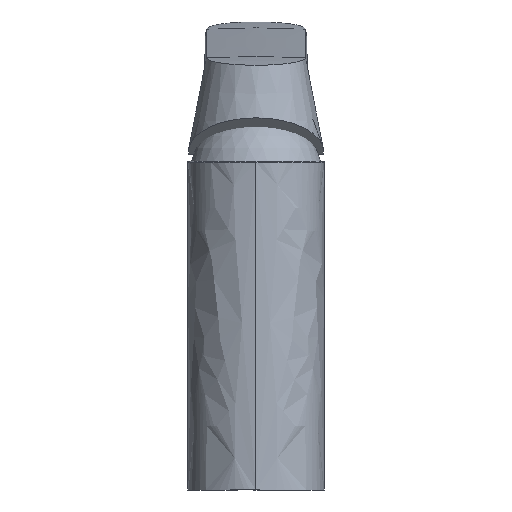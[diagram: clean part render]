
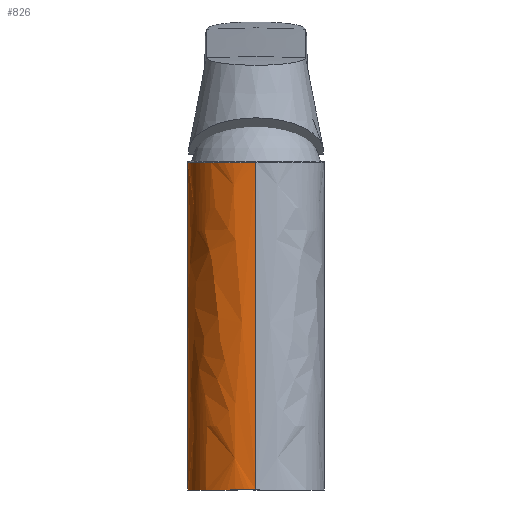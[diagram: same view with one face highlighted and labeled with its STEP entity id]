
A CAD part, left-side view. The second image highlights one B-rep face of the part: STEP entity #826.
In plain terms, the highlighted free-form (B-spline) face has degree [3, 1] with [7, 2] control points.
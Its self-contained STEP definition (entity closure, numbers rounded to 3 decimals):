
#48=LINE('',#3093,#55);
#55=VECTOR('',#958,1000.);
#113=B_SPLINE_CURVE_WITH_KNOTS('',3,(#2847,#2848,#2849,#2850,#2851,#2852,
#2853,#2854,#2855,#2856),.UNSPECIFIED.,.F.,.F.,(4,1,1,1,1,1,1,4),(0.173,
0.183,0.188,0.193,0.198,
0.203,0.208,0.213),.UNSPECIFIED.);
#119=B_SPLINE_CURVE_WITH_KNOTS('',3,(#2905,#2906,#2907,#2908),
 .UNSPECIFIED.,.F.,.F.,(4,4),(-0.4,1.),.UNSPECIFIED.);
#124=B_SPLINE_CURVE_WITH_KNOTS('',3,(#3095,#3096,#3097,#3098,#3099,#3100,
#3101),.UNSPECIFIED.,.F.,.F.,(4,1,1,1,4),(0.,0.25,0.5,0.75,1.),
 .UNSPECIFIED.);
#125=B_SPLINE_CURVE_WITH_KNOTS('',3,(#3103,#3104,#3105,#3106),
 .UNSPECIFIED.,.F.,.F.,(4,4),(0.,1.),.UNSPECIFIED.);
#193=B_SPLINE_SURFACE_WITH_KNOTS('',3,1,((#3079,#3080),(#3081,#3082),(#3083,
#3084),(#3085,#3086),(#3087,#3088),(#3089,#3090),(#3091,#3092)),
 .SURF_OF_LINEAR_EXTRUSION.,.F.,.F.,.F.,(4,1,1,1,4),(2,2),(0.124,
0.218,0.312,0.406,0.5),
(0.,1.),.UNSPECIFIED.);
#315=ORIENTED_EDGE('',*,*,#518,.F.);
#316=ORIENTED_EDGE('',*,*,#519,.T.);
#317=ORIENTED_EDGE('',*,*,#520,.F.);
#318=ORIENTED_EDGE('',*,*,#512,.F.);
#319=ORIENTED_EDGE('',*,*,#505,.F.);
#505=EDGE_CURVE('',#620,#618,#113,.F.);
#512=EDGE_CURVE('',#618,#624,#119,.T.);
#518=EDGE_CURVE('',#627,#620,#48,.T.);
#519=EDGE_CURVE('',#627,#628,#124,.T.);
#520=EDGE_CURVE('',#624,#628,#125,.T.);
#618=VERTEX_POINT('',#2833);
#620=VERTEX_POINT('',#2846);
#624=VERTEX_POINT('',#2909);
#627=VERTEX_POINT('',#3094);
#628=VERTEX_POINT('',#3102);
#697=EDGE_LOOP('',(#315,#316,#317,#318,#319));
#761=FACE_BOUND('',#697,.T.);
#826=ADVANCED_FACE('',(#761),#193,.F.);
#958=DIRECTION('',(0.,0.,-1.));
#2833=CARTESIAN_POINT('',(0.,24.995,-20.));
#2846=CARTESIAN_POINT('',(-25.,0.,-20.));
#2847=CARTESIAN_POINT('',(0.,24.995,-20.));
#2848=CARTESIAN_POINT('',(-3.26,24.995,-20.));
#2849=CARTESIAN_POINT('',(-8.172,24.017,-20.));
#2850=CARTESIAN_POINT('',(-13.96,20.934,-20.));
#2851=CARTESIAN_POINT('',(-17.817,17.763,-20.));
#2852=CARTESIAN_POINT('',(-20.908,13.986,-20.));
#2853=CARTESIAN_POINT('',(-23.249,9.604,-20.));
#2854=CARTESIAN_POINT('',(-24.673,4.92,-20.));
#2855=CARTESIAN_POINT('',(-25.,1.627,-20.));
#2856=CARTESIAN_POINT('',(-25.,0.,-20.));
#2905=CARTESIAN_POINT('',(0.,24.995,-20.));
#2906=CARTESIAN_POINT('',(0.,24.995,3.333));
#2907=CARTESIAN_POINT('',(0.,24.995,26.667));
#2908=CARTESIAN_POINT('',(0.,24.995,50.));
#2909=CARTESIAN_POINT('',(0.,24.995,50.));
#3079=CARTESIAN_POINT('',(0.,24.995,99.5));
#3080=CARTESIAN_POINT('',(0.,24.995,-20.));
#3081=CARTESIAN_POINT('',(-2.86,24.995,99.5));
#3082=CARTESIAN_POINT('',(-2.86,24.995,-20.));
#3083=CARTESIAN_POINT('',(-8.704,24.008,99.5));
#3084=CARTESIAN_POINT('',(-8.704,24.008,-20.));
#3085=CARTESIAN_POINT('',(-16.847,19.299,99.5));
#3086=CARTESIAN_POINT('',(-16.847,19.299,-20.));
#3087=CARTESIAN_POINT('',(-23.111,11.287,99.5));
#3088=CARTESIAN_POINT('',(-23.111,11.287,-20.));
#3089=CARTESIAN_POINT('',(-25.,4.005,99.5));
#3090=CARTESIAN_POINT('',(-25.,4.005,-20.));
#3091=CARTESIAN_POINT('',(-25.,0.,99.5));
#3092=CARTESIAN_POINT('',(-25.,0.,-20.));
#3093=CARTESIAN_POINT('',(-25.,0.,50.));
#3094=CARTESIAN_POINT('',(-25.,0.,99.5));
#3095=CARTESIAN_POINT('',(-25.,0.,99.5));
#3096=CARTESIAN_POINT('',(-25.,4.005,99.5));
#3097=CARTESIAN_POINT('',(-23.111,11.287,99.5));
#3098=CARTESIAN_POINT('',(-16.847,19.299,99.5));
#3099=CARTESIAN_POINT('',(-8.704,24.008,99.5));
#3100=CARTESIAN_POINT('',(-2.86,24.995,99.5));
#3101=CARTESIAN_POINT('',(0.,24.995,99.5));
#3102=CARTESIAN_POINT('',(0.,24.993,99.5));
#3103=CARTESIAN_POINT('',(0.,24.995,50.));
#3104=CARTESIAN_POINT('',(0.,24.995,66.5));
#3105=CARTESIAN_POINT('',(0.,24.995,83.));
#3106=CARTESIAN_POINT('',(0.,24.995,99.5));
